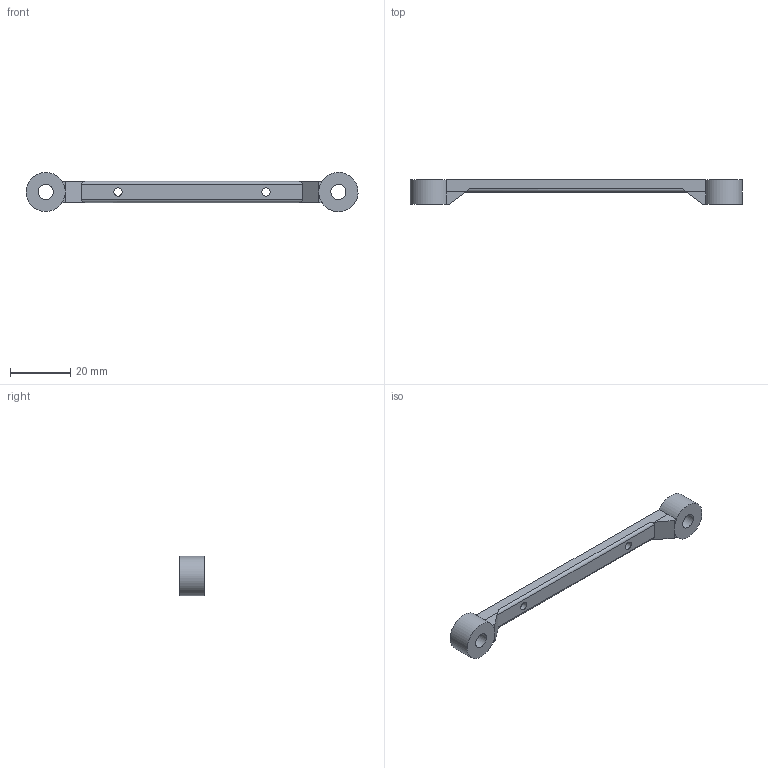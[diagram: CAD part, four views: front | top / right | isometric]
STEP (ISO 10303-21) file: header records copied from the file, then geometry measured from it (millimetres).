
FILE_DESCRIPTION(/* description */ (''),/* implementation_level */ '2;1');
FILE_NAME(/* name */ 'Discus_Mount_RaspberryPi',/* time_stamp */ '2022-02-20T23:13:11+01:00',/* author */ (''),/* organization */ (''),/* preprocessor_version */ 'ST-DEVELOPER v16.5',/* originating_system */ 'Rhino 7.15',/* authorisation */ '');
FILE_SCHEMA (('CONFIG_CONTROL_DESIGN'));
Length unit declared in the file: millimetre
Products named in the file (1): Document
Bounding box: 109.99 x 8 x 12.99 mm (x, y, z)
Volume: 4266.3 mm3; surface area: 3170.8 mm2
Topology: 1 solids, 1 shells, 31 faces, 77 edges, 48 vertices
Faces by surface type: plane 20, cylinder 9, bspline 2
Full cylindrical faces by diameter (mm): 2.75 x2, 5 x2
Entity records: 1042 total; most frequent: CARTESIAN_POINT 430, ORIENTED_EDGE 154, EDGE_CURVE 77, B_SPLINE_CURVE_WITH_KNOTS 48, VERTEX_POINT 48, EDGE_LOOP 39, DIRECTION 32, ADVANCED_FACE 31
